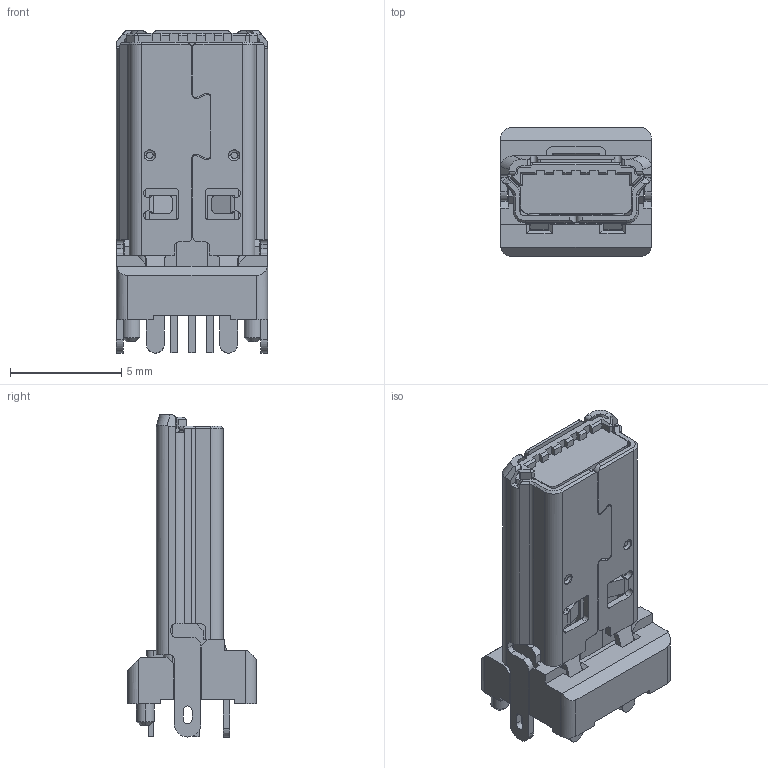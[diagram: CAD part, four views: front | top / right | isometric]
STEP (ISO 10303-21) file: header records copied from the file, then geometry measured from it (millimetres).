
FILE_DESCRIPTION(('OneSpaceDesigner STEP Export'),'2;1');
FILE_NAME('UX20-MB-5P.stp','2008-08-29T20:19:04',(''),(''),'OneSpace Designer STEP processor for AP214 (Solid Model)','OneSpace Modeling 15.00A 14-Mar-2007 (C) CoCreate Software GmbH','');
FILE_SCHEMA(('AUTOMOTIVE_DESIGN { 1 0 10303 214 1 1 1 1 }'));
Length unit declared in the file: millimetre
Products named in the file (1): UX20-MB-5P
Bounding box: 6.8 x 5.8 x 14.5 mm (x, y, z)
Volume: 252.1 mm3; surface area: 618.2 mm2
Topology: 1 solids, 6 shells, 550 faces, 1530 edges, 988 vertices
Faces by surface type: plane 384, cylinder 134, bspline 16, torus 8, cone 8
Entity records: 18522 total; most frequent: CARTESIAN_POINT 4714, ORIENTED_EDGE 3060, DIRECTION 2629, EDGE_CURVE 1530, VECTOR 1147, LINE 1147, VERTEX_POINT 988, AXIS2_PLACEMENT_3D 741
